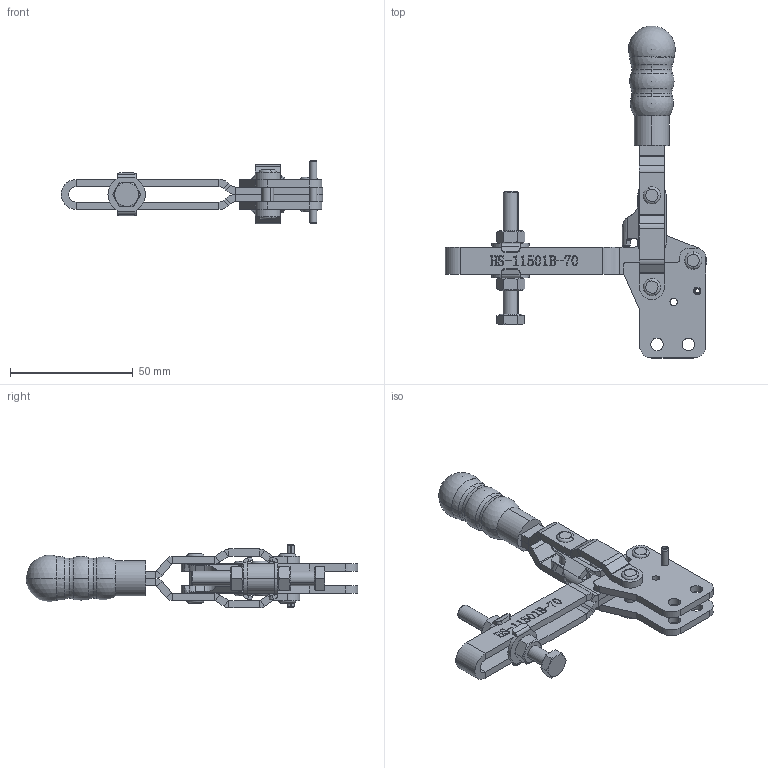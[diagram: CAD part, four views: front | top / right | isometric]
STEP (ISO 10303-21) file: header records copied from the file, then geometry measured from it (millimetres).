
FILE_DESCRIPTION (( 'STEP AP203' ), '1' );
FILE_NAME ('HS-11501-B70.STEP', '2019-10-14T02:45:44', ( '微软用户' ), ( '微软中国' ), 'SwSTEP 2.0', 'SolidWorks 2012', '' );
FILE_SCHEMA (( 'CONFIG_CONTROL_DESIGN' ));
Length unit declared in the file: millimetre
Products named in the file (12): HS-11501-B70; FW-141; hex nuts, style 1-grades ab gb_GB_FASTENER_NUT_SNAB1 M6-N; spring pin slotted heavy duty1 gb_GB_PARALLEL_PINS_TYPE6 3X26; hexagon head bolts-full thread gb_GB_FASTENER_BOLT_STBAB A M6X50-C; 酗种; 揤參; 忒梟; 忒參; 蟀裝; 傻种; 眻菁釱
Assembly tree (17 placements, depth 2):
  HS-11501-B70
    眻菁釱  x2
    傻种  x2
    蟀裝
    忒參
    忒梟  x2
    揤參
    酗种  x2
    hexagon head bolts-full thread gb_GB_FASTENER_BOLT_STBAB A M6X50-C
    spring pin slotted heavy duty1 gb_GB_PARALLEL_PINS_TYPE6 3X26
    hex nuts, style 1-grades ab gb_GB_FASTENER_NUT_SNAB1 M6-N  x2
    FW-141  x2
Bounding box: 106.3 x 134.99 x 26 mm (x, y, z)
Volume: 34238.2 mm3; surface area: 25976.1 mm2
Topology: 17 solids, 17 shells, 874 faces, 2227 edges, 1419 vertices
Faces by surface type: plane 475, bspline 168, cylinder 165, cone 32, torus 24, sphere 10
Entity records: 31149 total; most frequent: CARTESIAN_POINT 13043, ORIENTED_EDGE 3728, DIRECTION 2938, EDGE_CURVE 1864, VERTEX_POINT 1197, LINE 1188, VECTOR 1188, AXIS2_PLACEMENT_3D 875
